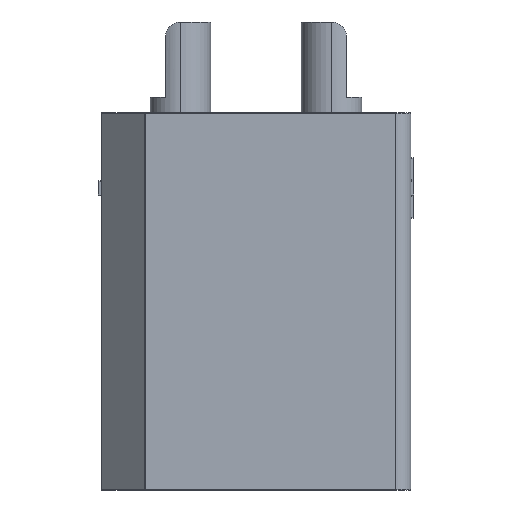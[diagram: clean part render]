
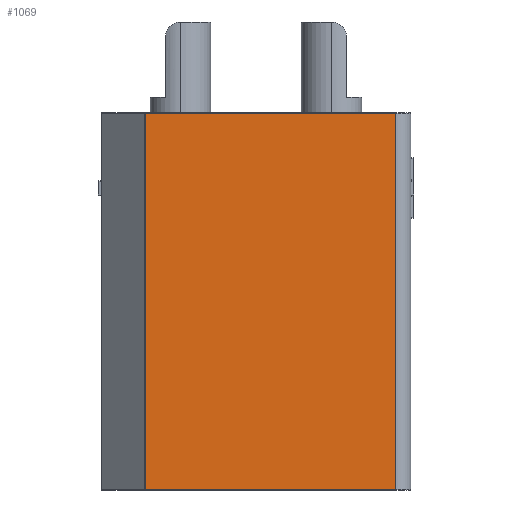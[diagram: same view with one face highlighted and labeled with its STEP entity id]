
A CAD part, left-side view. The second image highlights one B-rep face of the part: STEP entity #1069.
In plain terms, the highlighted planar face has unit normal (-1, 0, 0).
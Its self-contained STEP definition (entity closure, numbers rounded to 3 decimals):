
#39 = DIRECTION ( 'NONE',  ( -1., 0., 0. ) ) ;
#76 = DIRECTION ( 'NONE',  ( 0., 0., 1. ) ) ;
#372 = ORIENTED_EDGE ( 'NONE', *, *, #1339, .T. ) ;
#420 = CARTESIAN_POINT ( 'NONE',  ( 0., 0., 0.02 ) ) ;
#470 = VERTEX_POINT ( 'NONE', #6575 ) ;
#893 = EDGE_CURVE ( 'NONE', #4672, #470, #1857, .T. ) ;
#997 = CARTESIAN_POINT ( 'NONE',  ( 0., 0.5, 12.48 ) ) ;
#1069 = ADVANCED_FACE ( 'NONE', ( #3518 ), #5727, .T. ) ;
#1221 = LINE ( 'NONE', #1796, #6962 ) ;
#1247 = VECTOR ( 'NONE', #3104, 1000. ) ;
#1261 = LINE ( 'NONE', #1830, #1247 ) ;
#1339 = EDGE_CURVE ( 'NONE', #4672, #6136, #4873, .T. ) ;
#1501 = EDGE_CURVE ( 'NONE', #470, #4950, #1261, .T. ) ;
#1796 = CARTESIAN_POINT ( 'NONE',  ( 0., 0.5, 0. ) ) ;
#1830 = CARTESIAN_POINT ( 'NONE',  ( 0., 0., 12.48 ) ) ;
#1857 = LINE ( 'NONE', #4127, #4794 ) ;
#2870 = ORIENTED_EDGE ( 'NONE', *, *, #893, .F. ) ;
#3104 = DIRECTION ( 'NONE',  ( 0., -1., 0. ) ) ;
#3194 = DIRECTION ( 'NONE',  ( 0., -1., 0. ) ) ;
#3518 = FACE_OUTER_BOUND ( 'NONE', #6313, .T. ) ;
#4127 = CARTESIAN_POINT ( 'NONE',  ( 0., 8.792, 0. ) ) ;
#4179 = CARTESIAN_POINT ( 'NONE',  ( 0., 0.5, 0.02 ) ) ;
#4672 = VERTEX_POINT ( 'NONE', #5816 ) ;
#4794 = VECTOR ( 'NONE', #6402, 1000. ) ;
#4873 = LINE ( 'NONE', #420, #7316 ) ;
#4950 = VERTEX_POINT ( 'NONE', #997 ) ;
#5169 = CARTESIAN_POINT ( 'NONE',  ( 0., 0., 0. ) ) ;
#5616 = AXIS2_PLACEMENT_3D ( 'NONE', #5169, #39, #76 ) ;
#5648 = EDGE_CURVE ( 'NONE', #4950, #6136, #1221, .T. ) ;
#5713 = DIRECTION ( 'NONE',  ( 0., 0., -1. ) ) ;
#5727 = PLANE ( 'NONE',  #5616 ) ;
#5816 = CARTESIAN_POINT ( 'NONE',  ( 0., 8.792, 0.02 ) ) ;
#6136 = VERTEX_POINT ( 'NONE', #4179 ) ;
#6313 = EDGE_LOOP ( 'NONE', ( #372, #6673, #6921, #2870 ) ) ;
#6402 = DIRECTION ( 'NONE',  ( 0., 0., 1. ) ) ;
#6575 = CARTESIAN_POINT ( 'NONE',  ( 0., 8.792, 12.48 ) ) ;
#6673 = ORIENTED_EDGE ( 'NONE', *, *, #5648, .F. ) ;
#6921 = ORIENTED_EDGE ( 'NONE', *, *, #1501, .F. ) ;
#6962 = VECTOR ( 'NONE', #5713, 1000. ) ;
#7316 = VECTOR ( 'NONE', #3194, 1000. ) ;
